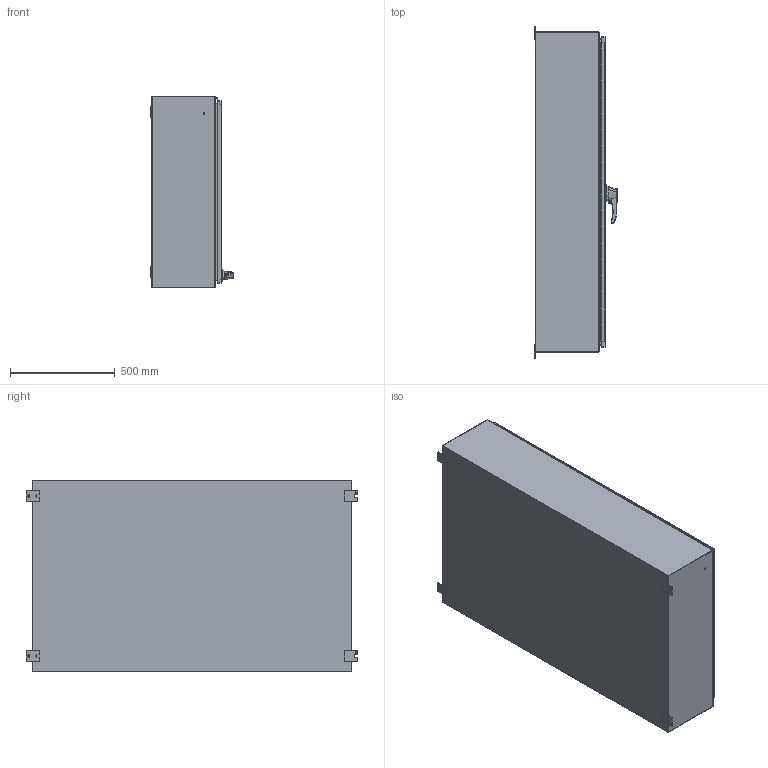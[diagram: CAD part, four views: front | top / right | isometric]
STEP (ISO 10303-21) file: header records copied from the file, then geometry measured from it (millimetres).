
FILE_DESCRIPTION (( 'STEP AP214' ), '1' );
FILE_NAME ('HW603612SSHK.STEP', '2019-07-18T17:42:38', ( '' ), ( '' ), 'SwSTEP 2.0', 'SolidWorks 2018', '' );
FILE_SCHEMA (( 'AUTOMOTIVE_DESIGN' ));
Length unit declared in the file: inch
Products named in the file (1): HW603612SSHK
Bounding box: 393.01 x 1581.15 x 914.4 mm (x, y, z)
Volume: 10004449.1 mm3; surface area: 9777107.4 mm2
Topology: 48 solids, 49 shells, 1700 faces, 4429 edges, 2869 vertices
Faces by surface type: plane 809, cylinder 753, bspline 95, cone 43
Entity records: 111356 total; most frequent: CARTESIAN_POINT 47110, ORIENTED_EDGE 8842, DIRECTION 8588, EDGE_CURVE 4421, AXIS2_PLACEMENT_3D 3008, VERTEX_POINT 2869, LINE 2572, VECTOR 2572
